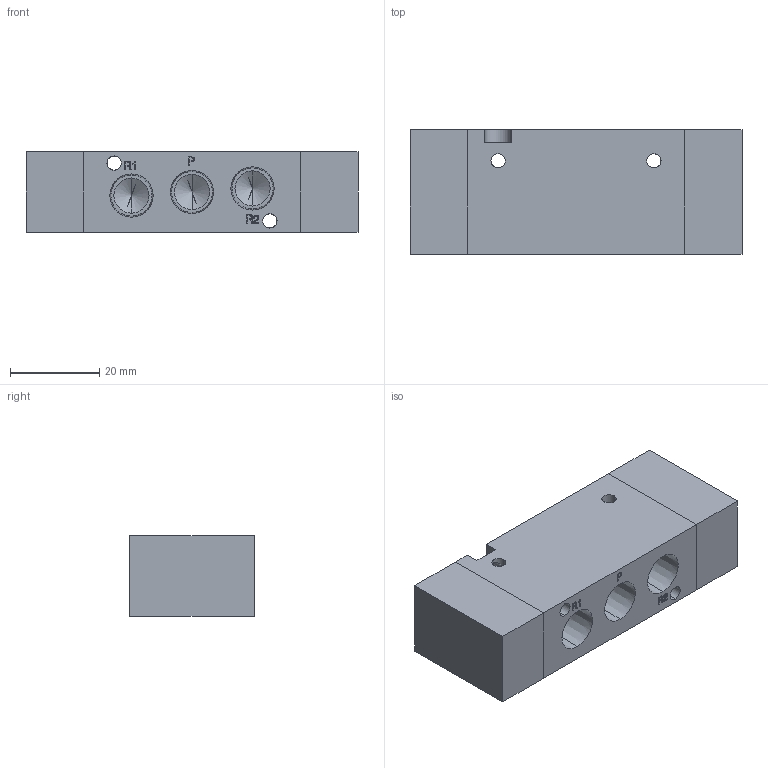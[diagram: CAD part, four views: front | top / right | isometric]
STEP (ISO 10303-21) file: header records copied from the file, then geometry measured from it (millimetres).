
FILE_DESCRIPTION (( 'STEP AP214' ), '1' );
FILE_NAME ('SYSYJA7110999488666.step', '2007-11-09T14:09:52', ( 'sysAdmin' ), ( 'SolidWorks' ), 'SwSTEP 2.0', 'SolidWorks 2008', '' );
FILE_SCHEMA (( 'AUTOMOTIVE_DESIGN' ));
Length unit declared in the file: millimetre
Products named in the file (3): SYJA7220-01F.step_SYJA7000 Pilot_Dbl; SYJA7220-01F.step_SYJA7000Body_7220; SYSYJA7110999488666
Assembly tree (3 placements, depth 2):
  SYSYJA7110999488666
    SYJA7220-01F.step_SYJA7000Body_7220
    SYJA7220-01F.step_SYJA7000 Pilot_Dbl  x2
Bounding box: 74.6 x 28 x 18 mm (x, y, z)
Volume: 32377 mm3; surface area: 12718.7 mm2
Topology: 3 solids, 3 shells, 215 faces, 553 edges, 353 vertices
Faces by surface type: plane 113, bspline 41, cylinder 37, cone 24
Entity records: 8768 total; most frequent: CARTESIAN_POINT 3586, ORIENTED_EDGE 1026, DIRECTION 819, EDGE_CURVE 513, LINE 345, VECTOR 345, VERTEX_POINT 336, AXIS2_PLACEMENT_3D 237
